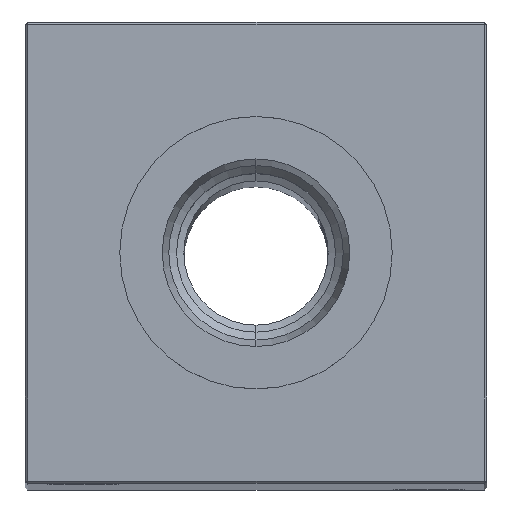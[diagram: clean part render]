
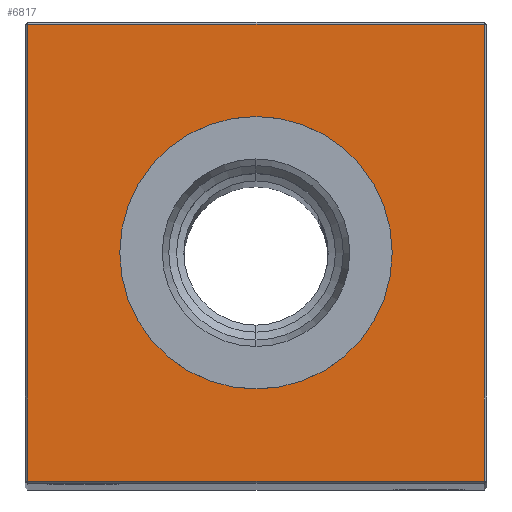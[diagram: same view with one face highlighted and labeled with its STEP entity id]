
A CAD part, top view. The second image highlights one B-rep face of the part: STEP entity #6817.
In plain terms, the highlighted planar face has unit normal (0, 0, 1).
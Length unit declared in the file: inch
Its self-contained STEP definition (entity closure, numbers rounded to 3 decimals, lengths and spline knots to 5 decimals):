
#680 = AXIS2_PLACEMENT_3D ( 'NONE', #15918, #3420, #26568 ) ;
#1071 = VECTOR ( 'NONE', #2350, 39.37008 ) ;
#1557 = CARTESIAN_POINT ( 'NONE',  ( 0., 0.59055, 16.25 ) ) ;
#2350 = DIRECTION ( 'NONE',  ( 1., 0., 0. ) ) ;
#2985 = CARTESIAN_POINT ( 'NONE',  ( 0.99, 0., 16.25 ) ) ;
#3420 = DIRECTION ( 'NONE',  ( 0., 0., -1. ) ) ;
#3610 = VERTEX_POINT ( 'NONE', #22060 ) ;
#4161 = VERTEX_POINT ( 'NONE', #11083 ) ;
#4520 = DIRECTION ( 'NONE',  ( 0., 0., -1. ) ) ;
#4800 = VERTEX_POINT ( 'NONE', #8149 ) ;
#5316 = ORIENTED_EDGE ( 'NONE', *, *, #18892, .T. ) ;
#5728 = CARTESIAN_POINT ( 'NONE',  ( 0., 0., 16.25 ) ) ;
#6817 = ADVANCED_FACE ( 'NONE', ( #9716, #26961 ), #7618, .F. ) ;
#7145 = VERTEX_POINT ( 'NONE', #15688 ) ;
#7186 = DIRECTION ( 'NONE',  ( -1., 0., 0. ) ) ;
#7618 = PLANE ( 'NONE',  #25893 ) ;
#7986 = VERTEX_POINT ( 'NONE', #20367 ) ;
#8149 = CARTESIAN_POINT ( 'NONE',  ( 0., -0.59055, 16.25 ) ) ;
#8214 = ORIENTED_EDGE ( 'NONE', *, *, #22326, .T. ) ;
#8375 = AXIS2_PLACEMENT_3D ( 'NONE', #5728, #14293, #16255 ) ;
#8770 = ORIENTED_EDGE ( 'NONE', *, *, #14100, .T. ) ;
#8947 = CARTESIAN_POINT ( 'NONE',  ( 0., -0.99, 16.25 ) ) ;
#9010 = ORIENTED_EDGE ( 'NONE', *, *, #25274, .T. ) ;
#9716 = FACE_OUTER_BOUND ( 'NONE', #10298, .T. ) ;
#9781 = EDGE_CURVE ( 'NONE', #3610, #4161, #17859, .T. ) ;
#10298 = EDGE_LOOP ( 'NONE', ( #14748, #5316, #14774, #9010 ) ) ;
#10630 = LINE ( 'NONE', #8947, #1071 ) ;
#11083 = CARTESIAN_POINT ( 'NONE',  ( 0.99, 0.99, 16.25 ) ) ;
#11236 = VECTOR ( 'NONE', #7186, 39.37008 ) ;
#11959 = CARTESIAN_POINT ( 'NONE',  ( 0., 0., 16.25 ) ) ;
#12164 = LINE ( 'NONE', #16521, #13452 ) ;
#12303 = DIRECTION ( 'NONE',  ( 0., -1., 0. ) ) ;
#12774 = CIRCLE ( 'NONE', #680, 0.59055 ) ;
#13452 = VECTOR ( 'NONE', #12303, 39.37008 ) ;
#14100 = EDGE_CURVE ( 'NONE', #4800, #24512, #20471, .T. ) ;
#14293 = DIRECTION ( 'NONE',  ( 0., 0., -1. ) ) ;
#14748 = ORIENTED_EDGE ( 'NONE', *, *, #24126, .T. ) ;
#14774 = ORIENTED_EDGE ( 'NONE', *, *, #9781, .T. ) ;
#15036 = DIRECTION ( 'NONE',  ( -1., 0., 0. ) ) ;
#15531 = VECTOR ( 'NONE', #24300, 39.37008 ) ;
#15688 = CARTESIAN_POINT ( 'NONE',  ( -0.99, 0.99, 16.25 ) ) ;
#15918 = CARTESIAN_POINT ( 'NONE',  ( 0., 0., 16.25 ) ) ;
#16255 = DIRECTION ( 'NONE',  ( -1., 0., 0. ) ) ;
#16521 = CARTESIAN_POINT ( 'NONE',  ( -0.99, 0., 16.25 ) ) ;
#17844 = LINE ( 'NONE', #26389, #11236 ) ;
#17859 = LINE ( 'NONE', #2985, #15531 ) ;
#18892 = EDGE_CURVE ( 'NONE', #7986, #3610, #10630, .T. ) ;
#20367 = CARTESIAN_POINT ( 'NONE',  ( -0.99, -0.99, 16.25 ) ) ;
#20471 = CIRCLE ( 'NONE', #8375, 0.59055 ) ;
#22060 = CARTESIAN_POINT ( 'NONE',  ( 0.99, -0.99, 16.25 ) ) ;
#22326 = EDGE_CURVE ( 'NONE', #24512, #4800, #12774, .T. ) ;
#24126 = EDGE_CURVE ( 'NONE', #7145, #7986, #12164, .T. ) ;
#24300 = DIRECTION ( 'NONE',  ( 0., 1., 0. ) ) ;
#24512 = VERTEX_POINT ( 'NONE', #1557 ) ;
#25274 = EDGE_CURVE ( 'NONE', #4161, #7145, #17844, .T. ) ;
#25893 = AXIS2_PLACEMENT_3D ( 'NONE', #11959, #4520, #15036 ) ;
#26389 = CARTESIAN_POINT ( 'NONE',  ( 0., 0.99, 16.25 ) ) ;
#26568 = DIRECTION ( 'NONE',  ( -1., 0., 0. ) ) ;
#26942 = EDGE_LOOP ( 'NONE', ( #8214, #8770 ) ) ;
#26961 = FACE_BOUND ( 'NONE', #26942, .T. ) ;
